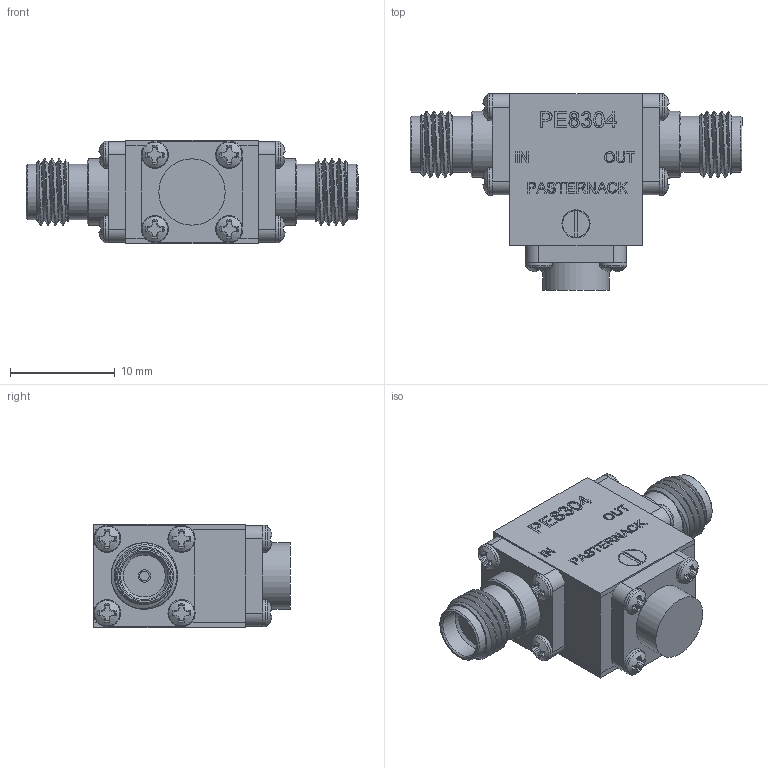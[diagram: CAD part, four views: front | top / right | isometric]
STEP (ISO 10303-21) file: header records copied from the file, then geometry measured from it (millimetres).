
FILE_DESCRIPTION (( 'STEP AP203' ), '1' );
FILE_NAME ('PE8304_3D.step', '2020-09-09T16:08:27', ( '' ), ( '' ), 'SwSTEP 2.0', 'SolidWorks 2018', '' );
FILE_SCHEMA (( 'CONFIG_CONTROL_DESIGN' ));
Length unit declared in the file: inch
Products named in the file (1): PE8304_3D
Bounding box: 31.75 x 18.82 x 9.91 mm (x, y, z)
Volume: 2681.8 mm3; surface area: 1945.5 mm2
Topology: 1 solids, 16 shells, 742 faces, 1905 edges, 1260 vertices
Faces by surface type: plane 489, bspline 128, cylinder 63, cone 62
Full cylindrical faces by diameter (mm): 0.914 x5, 1.092 x12, 1.168 x2, 1.191 x2, 1.524 x2, 2.54 x1, 2.591 x12, 2.692 x1, 4.521 x2, 5.08 x3, 5.334 x4, 6.35 x3
Entity records: 30407 total; most frequent: CARTESIAN_POINT 14203, ORIENTED_EDGE 3582, DIRECTION 2674, EDGE_CURVE 1791, VERTEX_POINT 1217, LINE 994, VECTOR 994, EDGE_LOOP 878
